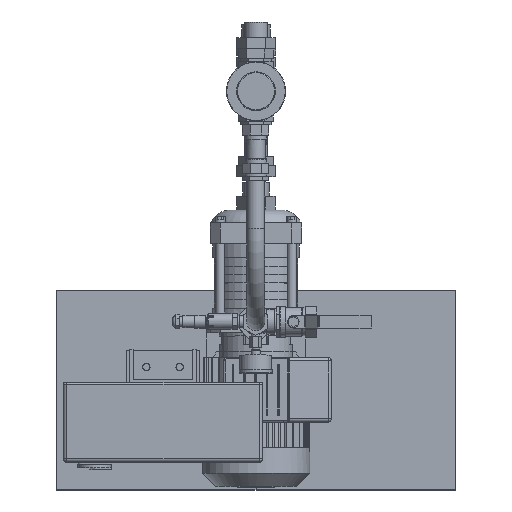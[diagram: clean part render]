
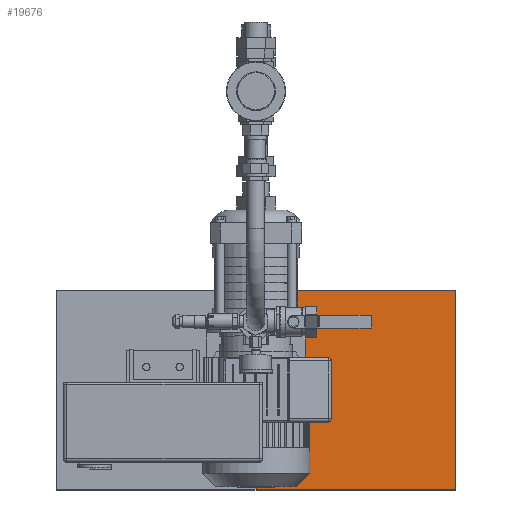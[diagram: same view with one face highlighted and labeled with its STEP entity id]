
A CAD part, top view. The second image highlights one B-rep face of the part: STEP entity #19676.
In plain terms, the highlighted planar face has unit normal (0, 0, 1).
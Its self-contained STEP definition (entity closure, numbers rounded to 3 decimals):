
#1209=LINE('',#32017,#3130);
#1230=LINE('',#32059,#3151);
#1232=LINE('',#32063,#3153);
#1233=LINE('',#32064,#3154);
#3130=VECTOR('',#25150,1.);
#3151=VECTOR('',#25181,10.);
#3153=VECTOR('',#25185,10.);
#3154=VECTOR('',#25186,10.);
#4442=PLANE('',#21334);
#5721=FACE_OUTER_BOUND('',#7015,.T.);
#7015=EDGE_LOOP('',(#16100,#16101,#16102,#16103));
#9542=VERTEX_POINT('',#32015);
#9543=VERTEX_POINT('',#32016);
#9559=VERTEX_POINT('',#32058);
#9560=VERTEX_POINT('',#32062);
#11888=EDGE_CURVE('',#9542,#9543,#1209,.T.);
#11909=EDGE_CURVE('',#9559,#9543,#1230,.T.);
#11911=EDGE_CURVE('',#9560,#9542,#1232,.T.);
#11912=EDGE_CURVE('',#9560,#9559,#1233,.T.);
#16100=ORIENTED_EDGE('',*,*,#11888,.F.);
#16101=ORIENTED_EDGE('',*,*,#11911,.F.);
#16102=ORIENTED_EDGE('',*,*,#11912,.T.);
#16103=ORIENTED_EDGE('',*,*,#11909,.T.);
#19676=ADVANCED_FACE('',(#5721),#4442,.T.);
#21334=AXIS2_PLACEMENT_3D('',#32061,#25183,#25184);
#25150=DIRECTION('',(0.,-1.,0.));
#25181=DIRECTION('',(1.,0.,0.));
#25183=DIRECTION('center_axis',(0.,0.,1.));
#25184=DIRECTION('ref_axis',(0.,-1.,0.));
#25185=DIRECTION('',(1.,0.,0.));
#25186=DIRECTION('',(0.,-1.,0.));
#32015=CARTESIAN_POINT('',(600.,47.5,50.));
#32016=CARTESIAN_POINT('',(600.,-252.5,50.));
#32017=CARTESIAN_POINT('',(600.,-102.5,50.));
#32058=CARTESIAN_POINT('',(300.,-252.5,50.));
#32059=CARTESIAN_POINT('',(600.,-252.5,50.));
#32061=CARTESIAN_POINT('Origin',(600.,-102.5,50.));
#32062=CARTESIAN_POINT('',(300.,47.5,50.));
#32063=CARTESIAN_POINT('',(600.,47.5,50.));
#32064=CARTESIAN_POINT('',(300.,-102.5,50.));
